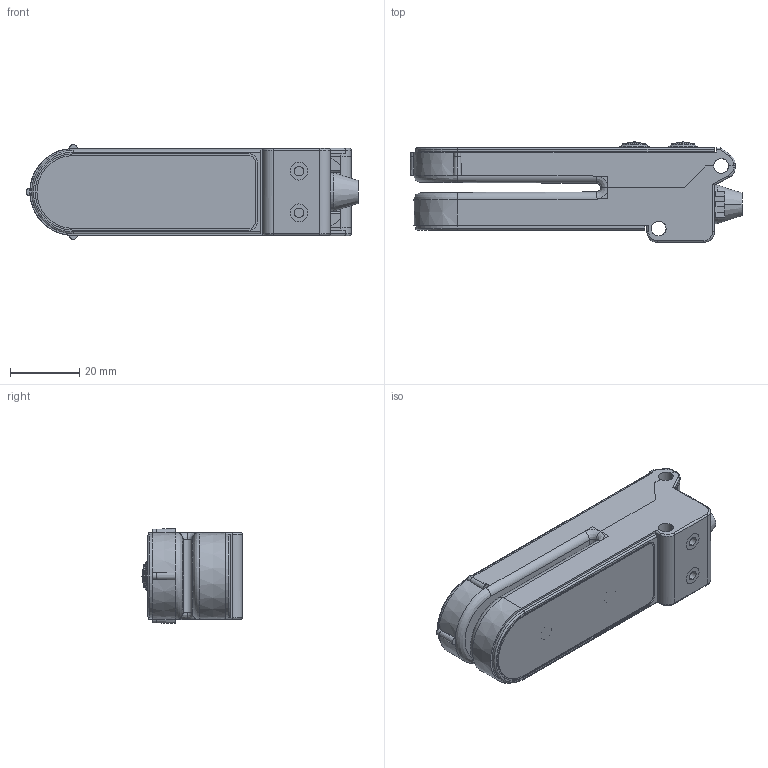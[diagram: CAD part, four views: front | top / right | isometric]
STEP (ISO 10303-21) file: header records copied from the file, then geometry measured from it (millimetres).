
FILE_DESCRIPTION (( 'STEP AP203' ), '1' );
FILE_NAME ('LER.STEP', '2019-10-17T16:51:34', ( 'USER' ), ( '' ), 'SwSTEP 2.0', 'SolidWorks 2019', '' );
FILE_SCHEMA (( 'CONFIG_CONTROL_DESIGN' ));
Length unit declared in the file: inch
Products named in the file (1): LER
Bounding box: 95.64 x 29.08 x 27.28 mm (x, y, z)
Surface area: 16179.1 mm2 (no closed solid volume)
Topology: 0 solids, 12 shells, 251 faces, 695 edges, 455 vertices
Faces by surface type: plane 106, cylinder 82, sphere 20, bspline 16, torus 14, cone 13
Entity records: 8396 total; most frequent: CARTESIAN_POINT 2222, DIRECTION 1266, ORIENTED_EDGE 1254, EDGE_CURVE 673, AXIS2_PLACEMENT_3D 459, VERTEX_POINT 441, VECTOR 348, LINE 348
